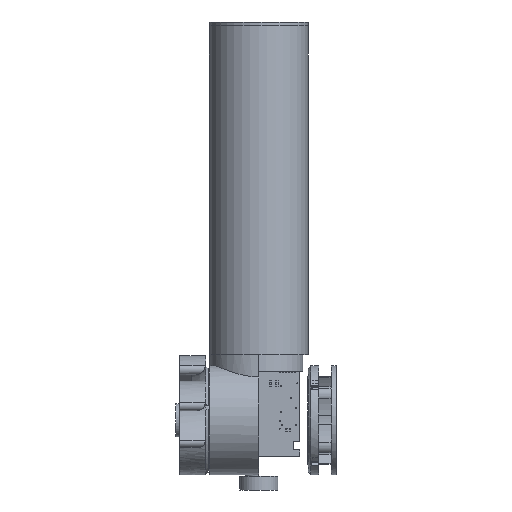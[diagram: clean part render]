
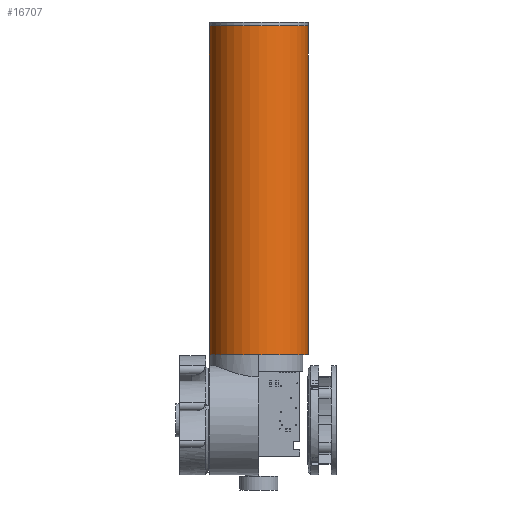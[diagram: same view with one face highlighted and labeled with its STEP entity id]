
A CAD part, front view. The second image highlights one B-rep face of the part: STEP entity #16707.
In plain terms, the highlighted cylindrical face has radius 15 mm (diameter 30 mm), a full revolution.
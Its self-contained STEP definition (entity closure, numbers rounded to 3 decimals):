
#743=CYLINDRICAL_SURFACE('',#17914,15.);
#1636=FACE_OUTER_BOUND('',#2555,.T.);
#2555=EDGE_LOOP('',(#12099,#12100,#12101,#12102));
#3792=CIRCLE('',#17882,15.);
#3799=CIRCLE('',#17915,15.);
#4854=LINE('',#25683,#6186);
#6186=VECTOR('',#20351,15.);
#7510=VERTEX_POINT('',#25584);
#7534=VERTEX_POINT('',#25681);
#9219=EDGE_CURVE('',#7510,#7510,#3792,.T.);
#9266=EDGE_CURVE('',#7534,#7534,#3799,.T.);
#9267=EDGE_CURVE('',#7534,#7510,#4854,.T.);
#12099=ORIENTED_EDGE('',*,*,#9266,.F.);
#12100=ORIENTED_EDGE('',*,*,#9267,.T.);
#12101=ORIENTED_EDGE('',*,*,#9219,.T.);
#12102=ORIENTED_EDGE('',*,*,#9267,.F.);
#16707=ADVANCED_FACE('',(#1636),#743,.T.);
#17882=AXIS2_PLACEMENT_3D('',#25585,#20243,#20244);
#17914=AXIS2_PLACEMENT_3D('',#25680,#20347,#20348);
#17915=AXIS2_PLACEMENT_3D('',#25682,#20349,#20350);
#20243=DIRECTION('center_axis',(0.,0.,1.));
#20244=DIRECTION('ref_axis',(1.,0.,0.));
#20347=DIRECTION('center_axis',(0.,0.,1.));
#20348=DIRECTION('ref_axis',(1.,0.,0.));
#20349=DIRECTION('center_axis',(0.,0.,1.));
#20350=DIRECTION('ref_axis',(1.,0.,0.));
#20351=DIRECTION('',(0.,0.,-1.));
#25584=CARTESIAN_POINT('',(-15.,4.919,20.));
#25585=CARTESIAN_POINT('Origin',(0.,4.919,20.));
#25680=CARTESIAN_POINT('Origin',(0.,4.919,0.));
#25681=CARTESIAN_POINT('',(-15.,4.919,120.));
#25682=CARTESIAN_POINT('Origin',(0.,4.919,120.));
#25683=CARTESIAN_POINT('',(-15.,4.919,0.));
